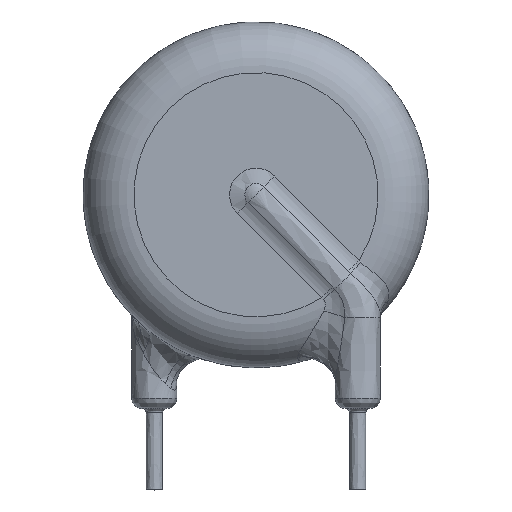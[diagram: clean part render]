
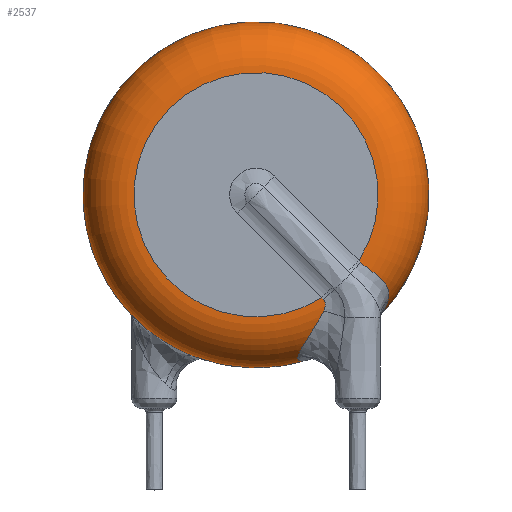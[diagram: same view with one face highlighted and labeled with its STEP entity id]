
A CAD part, top view. The second image highlights one B-rep face of the part: STEP entity #2537.
In plain terms, the highlighted toroidal (fillet/blend) face has major radius 6 mm and minor radius 2.5 mm.
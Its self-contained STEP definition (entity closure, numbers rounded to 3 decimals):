
#50=CARTESIAN_POINT('',(2.616,2.412,0.25));
#70=CARTESIAN_POINT('',(-5.357,3.9,0.25));
#605=CARTESIAN_POINT('',(0.,10.5,0.25));
#606=DIRECTION('',(0.,0.,-1.));
#607=DIRECTION('',(-0.63,-0.776,0.));
#608=AXIS2_PLACEMENT_3D('',#605,#606,#607);
#613=CARTESIAN_POINT('',(6.505,5.327,1.204));
#614=CARTESIAN_POINT('',(6.482,5.236,1.11));
#615=CARTESIAN_POINT('',(6.42,5.06,0.924));
#616=CARTESIAN_POINT('',(6.27,4.801,0.655));
#617=CARTESIAN_POINT('',(6.087,4.57,0.428));
#618=CARTESIAN_POINT('',(5.953,4.432,0.305));
#619=CARTESIAN_POINT('',(5.884,4.366,0.25));
#624=CARTESIAN_POINT('',(5.138,7.193,2.748));
#625=CARTESIAN_POINT('',(5.177,7.154,2.745));
#626=CARTESIAN_POINT('',(5.261,7.074,2.737));
#627=CARTESIAN_POINT('',(5.408,6.954,2.709));
#628=CARTESIAN_POINT('',(5.576,6.828,2.66));
#629=CARTESIAN_POINT('',(5.764,6.693,2.584));
#630=CARTESIAN_POINT('',(5.963,6.543,2.473));
#631=CARTESIAN_POINT('',(6.166,6.367,2.315));
#632=CARTESIAN_POINT('',(6.363,6.136,2.081));
#633=CARTESIAN_POINT('',(6.48,5.911,1.836));
#634=CARTESIAN_POINT('',(6.535,5.7,1.603));
#635=CARTESIAN_POINT('',(6.54,5.504,1.389));
#636=CARTESIAN_POINT('',(6.519,5.385,1.263));
#637=CARTESIAN_POINT('',(6.505,5.327,1.204));
#642=CARTESIAN_POINT('',(5.062,7.279,2.75));
#643=CARTESIAN_POINT('',(5.074,7.264,2.75));
#644=CARTESIAN_POINT('',(5.099,7.234,2.75));
#645=CARTESIAN_POINT('',(5.125,7.207,2.748));
#646=CARTESIAN_POINT('',(5.138,7.193,2.748));
#651=CARTESIAN_POINT('',(0.,10.5,2.75));
#652=DIRECTION('',(0.,0.,1.));
#653=DIRECTION('',(0.844,-0.537,0.));
#654=AXIS2_PLACEMENT_3D('',#651,#652,#653);
#659=CARTESIAN_POINT('',(3.307,5.362,2.748));
#660=CARTESIAN_POINT('',(3.293,5.375,2.748));
#661=CARTESIAN_POINT('',(3.266,5.401,2.75));
#662=CARTESIAN_POINT('',(3.236,5.426,2.75));
#663=CARTESIAN_POINT('',(3.221,5.438,2.75));
#668=CARTESIAN_POINT('',(3.322,4.782,2.674));
#669=CARTESIAN_POINT('',(3.347,4.833,2.682));
#670=CARTESIAN_POINT('',(3.386,4.931,2.697));
#671=CARTESIAN_POINT('',(3.41,5.074,2.717));
#672=CARTESIAN_POINT('',(3.401,5.195,2.732));
#673=CARTESIAN_POINT('',(3.366,5.292,2.743));
#674=CARTESIAN_POINT('',(3.328,5.341,2.746));
#675=CARTESIAN_POINT('',(3.307,5.362,2.748));
#680=CARTESIAN_POINT('',(2.063,2.514,1.344));
#681=CARTESIAN_POINT('',(2.065,2.545,1.404));
#682=CARTESIAN_POINT('',(2.081,2.617,1.527));
#683=CARTESIAN_POINT('',(2.137,2.755,1.71));
#684=CARTESIAN_POINT('',(2.225,2.927,1.889));
#685=CARTESIAN_POINT('',(2.344,3.132,2.059));
#686=CARTESIAN_POINT('',(2.495,3.375,2.218));
#687=CARTESIAN_POINT('',(2.671,3.654,2.361));
#688=CARTESIAN_POINT('',(2.871,3.974,2.486));
#689=CARTESIAN_POINT('',(3.091,4.343,2.593));
#690=CARTESIAN_POINT('',(3.246,4.629,2.65));
#691=CARTESIAN_POINT('',(3.322,4.782,2.674));
#696=CARTESIAN_POINT('',(2.616,2.412,0.25));
#697=CARTESIAN_POINT('',(2.567,2.397,0.289));
#698=CARTESIAN_POINT('',(2.473,2.369,0.373));
#699=CARTESIAN_POINT('',(2.343,2.342,0.518));
#700=CARTESIAN_POINT('',(2.231,2.334,0.68));
#701=CARTESIAN_POINT('',(2.143,2.35,0.857));
#702=CARTESIAN_POINT('',(2.087,2.389,1.037));
#703=CARTESIAN_POINT('',(2.061,2.447,1.205));
#704=CARTESIAN_POINT('',(2.061,2.491,1.299));
#705=CARTESIAN_POINT('',(2.063,2.514,1.344));
#710=CARTESIAN_POINT('',(0.,10.5,0.25));
#711=DIRECTION('',(0.,0.,-1.));
#712=DIRECTION('',(0.308,-0.951,0.));
#713=AXIS2_PLACEMENT_3D('',#710,#711,#712);
#718=CARTESIAN_POINT('',(-5.357,3.9,0.25));
#719=CARTESIAN_POINT('',(-5.231,3.798,0.304));
#720=CARTESIAN_POINT('',(-4.978,3.609,0.387));
#721=CARTESIAN_POINT('',(-4.61,3.364,0.455));
#722=CARTESIAN_POINT('',(-4.263,3.155,0.474));
#723=CARTESIAN_POINT('',(-3.943,2.977,0.458));
#724=CARTESIAN_POINT('',(-3.648,2.826,0.412));
#725=CARTESIAN_POINT('',(-3.379,2.7,0.342));
#726=CARTESIAN_POINT('',(-3.219,2.633,0.282));
#727=CARTESIAN_POINT('',(-3.143,2.603,0.25));
#1066=CARTESIAN_POINT('',(5.062,7.279,2.75));
#1430=VERTEX_POINT('',#70);
#1432=VERTEX_POINT('',#727);
#1437=VERTEX_POINT('',#668);
#1438=VERTEX_POINT('',#675);
#1440=VERTEX_POINT('',#663);
#1449=VERTEX_POINT('',#1066);
#1451=VERTEX_POINT('',#646);
#1453=VERTEX_POINT('',#637);
#1455=VERTEX_POINT('',#619);
#1461=VERTEX_POINT('',#50);
#1463=VERTEX_POINT('',#705);
#2511=CARTESIAN_POINT('',(0.,10.5,0.25));
#2512=DIRECTION('',(0.,0.,-1.));
#2513=DIRECTION('',(0.,-1.,0.));
#2514=AXIS2_PLACEMENT_3D('',#2511,#2512,#2513);
#2515=TOROIDAL_SURFACE('',#2514,6.,2.5);
#2516=ORIENTED_EDGE('',*,*,#1492,.T.);
#2518=ORIENTED_EDGE('',*,*,#2517,.F.);
#2520=ORIENTED_EDGE('',*,*,#2519,.F.);
#2522=ORIENTED_EDGE('',*,*,#2521,.F.);
#2524=ORIENTED_EDGE('',*,*,#2523,.T.);
#2526=ORIENTED_EDGE('',*,*,#2525,.F.);
#2528=ORIENTED_EDGE('',*,*,#2527,.F.);
#2530=ORIENTED_EDGE('',*,*,#2529,.F.);
#2532=ORIENTED_EDGE('',*,*,#2531,.F.);
#2533=ORIENTED_EDGE('',*,*,#1474,.T.);
#2534=ORIENTED_EDGE('',*,*,#2505,.F.);
#2535=EDGE_LOOP('',(#2516,#2518,#2520,#2522,#2524,#2526,#2528,#2530,#2532,#2533,
#2534));
#2536=FACE_OUTER_BOUND('',#2535,.F.);
#2537=ADVANCED_FACE('',(#2536),#2515,.T.);
#609=CIRCLE('',#608,8.5);
#620=B_SPLINE_CURVE_WITH_KNOTS('',3,(#613,#614,#615,#616,#617,#618,#619),
.UNSPECIFIED.,.F.,.F.,(4,1,1,1,4),(0.,0.25,0.5,0.75,1.),
.UNSPECIFIED.);
#638=B_SPLINE_CURVE_WITH_KNOTS('',3,(#624,#625,#626,#627,#628,#629,#630,#631,
#632,#633,#634,#635,#636,#637),.UNSPECIFIED.,.F.,.F.,(4,1,1,1,1,1,1,1,1,1,1,4),(
0.,0.091,0.182,0.273,0.364,
0.455,0.545,0.636,0.727,
0.818,0.909,1.),.UNSPECIFIED.);
#647=B_SPLINE_CURVE_WITH_KNOTS('',3,(#642,#643,#644,#645,#646),.UNSPECIFIED.,
.F.,.F.,(4,1,4),(0.,0.5,1.),.UNSPECIFIED.);
#655=CIRCLE('',#654,6.);
#664=B_SPLINE_CURVE_WITH_KNOTS('',3,(#659,#660,#661,#662,#663),.UNSPECIFIED.,
.F.,.F.,(4,1,4),(0.,0.5,1.),.UNSPECIFIED.);
#676=B_SPLINE_CURVE_WITH_KNOTS('',3,(#668,#669,#670,#671,#672,#673,#674,#675),
.UNSPECIFIED.,.F.,.F.,(4,1,1,1,1,4),(0.,0.2,0.4,0.6,0.8,1.),
.UNSPECIFIED.);
#692=B_SPLINE_CURVE_WITH_KNOTS('',3,(#680,#681,#682,#683,#684,#685,#686,#687,
#688,#689,#690,#691),.UNSPECIFIED.,.F.,.F.,(4,1,1,1,1,1,1,1,1,4),(0.,
0.111,0.222,0.333,0.444,
0.556,0.667,0.778,0.889,1.),
.UNSPECIFIED.);
#706=B_SPLINE_CURVE_WITH_KNOTS('',3,(#696,#697,#698,#699,#700,#701,#702,#703,
#704,#705),.UNSPECIFIED.,.F.,.F.,(4,1,1,1,1,1,1,4),(0.,0.143,
0.286,0.429,0.571,0.714,
0.857,1.),.UNSPECIFIED.);
#714=CIRCLE('',#713,8.5);
#728=B_SPLINE_CURVE_WITH_KNOTS('',3,(#718,#719,#720,#721,#722,#723,#724,#725,
#726,#727),.UNSPECIFIED.,.F.,.F.,(4,1,1,1,1,1,1,4),(0.,0.143,
0.286,0.429,0.571,0.714,
0.857,1.),.UNSPECIFIED.);
#1474=EDGE_CURVE('',#1461,#1432,#714,.T.);
#1492=EDGE_CURVE('',#1430,#1455,#609,.T.);
#2505=EDGE_CURVE('',#1430,#1432,#728,.T.);
#2517=EDGE_CURVE('',#1453,#1455,#620,.T.);
#2519=EDGE_CURVE('',#1451,#1453,#638,.T.);
#2521=EDGE_CURVE('',#1449,#1451,#647,.T.);
#2523=EDGE_CURVE('',#1449,#1440,#655,.T.);
#2525=EDGE_CURVE('',#1438,#1440,#664,.T.);
#2527=EDGE_CURVE('',#1437,#1438,#676,.T.);
#2529=EDGE_CURVE('',#1463,#1437,#692,.T.);
#2531=EDGE_CURVE('',#1461,#1463,#706,.T.);
